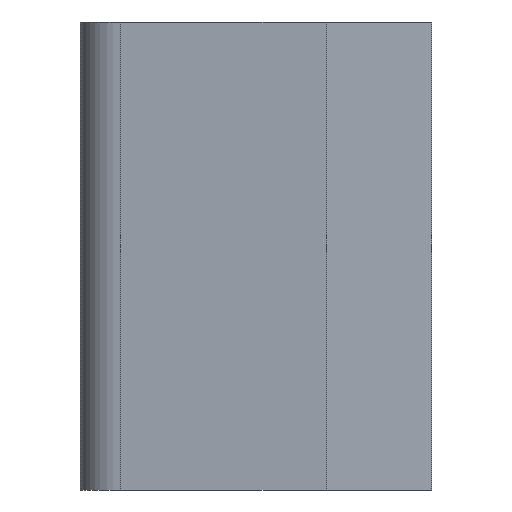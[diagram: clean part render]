
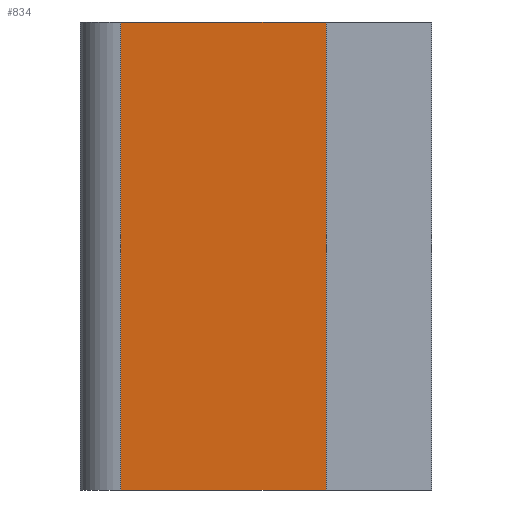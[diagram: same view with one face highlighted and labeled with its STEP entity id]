
A CAD part, left-side view. The second image highlights one B-rep face of the part: STEP entity #834.
In plain terms, the highlighted planar face has unit normal (-0.996, 0.087, 0).
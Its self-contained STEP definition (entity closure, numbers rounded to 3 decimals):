
#12 = DIRECTION ( 'NONE',  ( 0., 0., -1. ) ) ;
#20 = EDGE_CURVE ( 'NONE', #1447, #837, #58, .T. ) ;
#58 = LINE ( 'NONE', #380, #1208 ) ;
#96 = AXIS2_PLACEMENT_3D ( 'NONE', #648, #305, #422 ) ;
#165 = LINE ( 'NONE', #306, #753 ) ;
#174 = EDGE_CURVE ( 'NONE', #840, #1406, #165, .T. ) ;
#199 = ORIENTED_EDGE ( 'NONE', *, *, #623, .T. ) ;
#305 = DIRECTION ( 'NONE',  ( 0.996, -0.087, 0. ) ) ;
#306 = CARTESIAN_POINT ( 'NONE',  ( -0.569, 0.532, 0.4 ) ) ;
#308 = DIRECTION ( 'NONE',  ( -0.087, -0.996, 0. ) ) ;
#348 = CARTESIAN_POINT ( 'NONE',  ( -0.6, 0.18, 0.4 ) ) ;
#380 = CARTESIAN_POINT ( 'NONE',  ( -0.6, 0.18, 0.4 ) ) ;
#393 = CARTESIAN_POINT ( 'NONE',  ( -0.6, 0.18, -0.4 ) ) ;
#401 = LINE ( 'NONE', #1259, #425 ) ;
#422 = DIRECTION ( 'NONE',  ( 0.087, 0.996, 0. ) ) ;
#425 = VECTOR ( 'NONE', #308, 1000. ) ;
#431 = ORIENTED_EDGE ( 'NONE', *, *, #20, .F. ) ;
#473 = EDGE_LOOP ( 'NONE', ( #199, #431, #1140, #1283 ) ) ;
#579 = LINE ( 'NONE', #348, #1355 ) ;
#623 = EDGE_CURVE ( 'NONE', #1406, #837, #401, .T. ) ;
#648 = CARTESIAN_POINT ( 'NONE',  ( -0.6, 0.18, 0.4 ) ) ;
#737 = DIRECTION ( 'NONE',  ( -0.087, -0.996, 0. ) ) ;
#753 = VECTOR ( 'NONE', #1139, 1000. ) ;
#756 = EDGE_CURVE ( 'NONE', #840, #1447, #579, .T. ) ;
#834 = ADVANCED_FACE ( 'NONE', ( #1509 ), #877, .F. ) ;
#837 = VERTEX_POINT ( 'NONE', #393 ) ;
#840 = VERTEX_POINT ( 'NONE', #903 ) ;
#877 = PLANE ( 'NONE',  #96 ) ;
#903 = CARTESIAN_POINT ( 'NONE',  ( -0.569, 0.532, 0.4 ) ) ;
#1139 = DIRECTION ( 'NONE',  ( 0., 0., -1. ) ) ;
#1140 = ORIENTED_EDGE ( 'NONE', *, *, #756, .F. ) ;
#1208 = VECTOR ( 'NONE', #12, 1000. ) ;
#1259 = CARTESIAN_POINT ( 'NONE',  ( -0.6, 0.18, -0.4 ) ) ;
#1283 = ORIENTED_EDGE ( 'NONE', *, *, #174, .T. ) ;
#1302 = CARTESIAN_POINT ( 'NONE',  ( -0.569, 0.532, -0.4 ) ) ;
#1344 = CARTESIAN_POINT ( 'NONE',  ( -0.6, 0.18, 0.4 ) ) ;
#1355 = VECTOR ( 'NONE', #737, 1000. ) ;
#1406 = VERTEX_POINT ( 'NONE', #1302 ) ;
#1447 = VERTEX_POINT ( 'NONE', #1344 ) ;
#1509 = FACE_OUTER_BOUND ( 'NONE', #473, .T. ) ;
